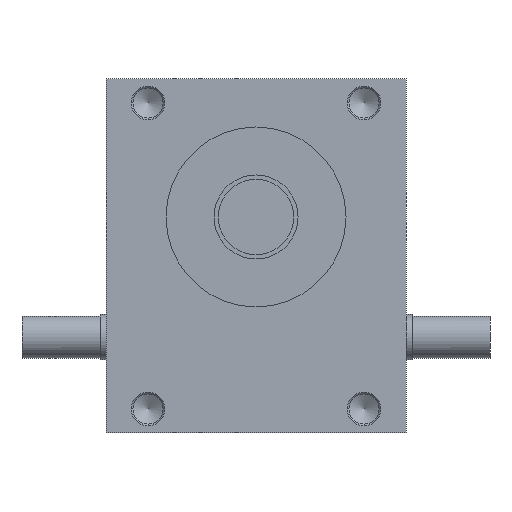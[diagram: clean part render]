
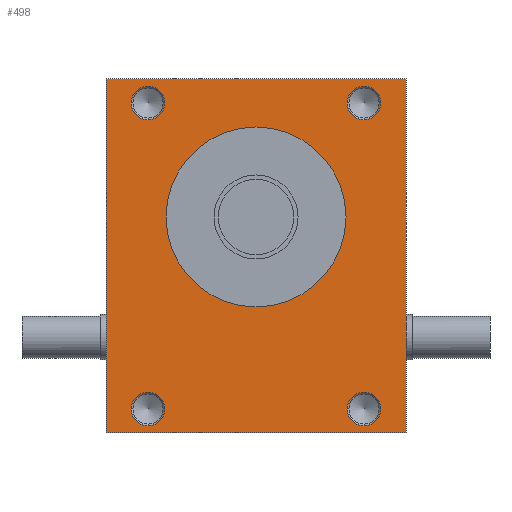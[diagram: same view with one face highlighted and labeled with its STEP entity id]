
A CAD part, front view. The second image highlights one B-rep face of the part: STEP entity #498.
In plain terms, the highlighted planar face has unit normal (0, -1, 0).
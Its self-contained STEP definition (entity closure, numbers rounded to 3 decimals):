
#498 = ADVANCED_FACE( '', ( #1053, #1054, #1055, #1056, #1057, #1058 ), #1059, .F. );
#1053 = FACE_BOUND( '', #1680, .T. );
#1054 = FACE_BOUND( '', #1681, .T. );
#1055 = FACE_BOUND( '', #1682, .T. );
#1056 = FACE_BOUND( '', #1683, .T. );
#1057 = FACE_BOUND( '', #1684, .T. );
#1058 = FACE_OUTER_BOUND( '', #1685, .T. );
#1059 = PLANE( '', #1686 );
#1680 = EDGE_LOOP( '', ( #2744 ) );
#1681 = EDGE_LOOP( '', ( #2745 ) );
#1682 = EDGE_LOOP( '', ( #2746 ) );
#1683 = EDGE_LOOP( '', ( #2747 ) );
#1684 = EDGE_LOOP( '', ( #2748 ) );
#1685 = EDGE_LOOP( '', ( #2749, #2750, #2751, #2752 ) );
#1686 = AXIS2_PLACEMENT_3D( '', #2753, #2754, #2755 );
#2744 = ORIENTED_EDGE( '', *, *, #3769, .F. );
#2745 = ORIENTED_EDGE( '', *, *, #3591, .F. );
#2746 = ORIENTED_EDGE( '', *, *, #3406, .F. );
#2747 = ORIENTED_EDGE( '', *, *, #3455, .F. );
#2748 = ORIENTED_EDGE( '', *, *, #3810, .T. );
#2749 = ORIENTED_EDGE( '', *, *, #3508, .T. );
#2750 = ORIENTED_EDGE( '', *, *, #3708, .F. );
#2751 = ORIENTED_EDGE( '', *, *, #3811, .F. );
#2752 = ORIENTED_EDGE( '', *, *, #3710, .T. );
#2753 = CARTESIAN_POINT( '', ( -250., -185., 295. ) );
#2754 = DIRECTION( '', ( 0., 1., 0. ) );
#2755 = DIRECTION( '', ( 0., 0., 1. ) );
#3406 = EDGE_CURVE( '', #3974, #3974, #3975, .T. );
#3455 = EDGE_CURVE( '', #4057, #4057, #4058, .T. );
#3508 = EDGE_CURVE( '', #4141, #4145, #4147, .T. );
#3591 = EDGE_CURVE( '', #4283, #4283, #4284, .T. );
#3708 = EDGE_CURVE( '', #4469, #4145, #4471, .T. );
#3710 = EDGE_CURVE( '', #4473, #4141, #4474, .T. );
#3769 = EDGE_CURVE( '', #4561, #4561, #4562, .T. );
#3810 = EDGE_CURVE( '', #4623, #4623, #4624, .T. );
#3811 = EDGE_CURVE( '', #4473, #4469, #4625, .T. );
#3974 = VERTEX_POINT( '', #4807 );
#3975 = CIRCLE( '', #4808, 28. );
#4057 = VERTEX_POINT( '', #4915 );
#4058 = CIRCLE( '', #4916, 28. );
#4141 = VERTEX_POINT( '', #5019 );
#4145 = VERTEX_POINT( '', #5025 );
#4147 = LINE( '', #5028, #5029 );
#4283 = VERTEX_POINT( '', #5245 );
#4284 = CIRCLE( '', #5246, 28. );
#4469 = VERTEX_POINT( '', #5533 );
#4471 = LINE( '', #5536, #5537 );
#4473 = VERTEX_POINT( '', #5539 );
#4474 = LINE( '', #5540, #5541 );
#4561 = VERTEX_POINT( '', #5654 );
#4562 = CIRCLE( '', #5655, 28. );
#4623 = VERTEX_POINT( '', #5734 );
#4624 = CIRCLE( '', #5735, 150. );
#4625 = LINE( '', #5736, #5737 );
#4807 = CARTESIAN_POINT( '', ( 180., -185., 227. ) );
#4808 = AXIS2_PLACEMENT_3D( '', #5980, #5981, #5982 );
#4915 = CARTESIAN_POINT( '', ( 180., -185., -283. ) );
#4916 = AXIS2_PLACEMENT_3D( '', #6038, #6039, #6040 );
#5019 = CARTESIAN_POINT( '', ( -250., -185., -295. ) );
#5025 = CARTESIAN_POINT( '', ( 250., -185., -295. ) );
#5028 = CARTESIAN_POINT( '', ( -250., -185., -295. ) );
#5029 = VECTOR( '', #6112, 1000. );
#5245 = CARTESIAN_POINT( '', ( -180., -185., 227. ) );
#5246 = AXIS2_PLACEMENT_3D( '', #6223, #6224, #6225 );
#5533 = CARTESIAN_POINT( '', ( 250., -185., 295. ) );
#5536 = CARTESIAN_POINT( '', ( 250., -185., 295. ) );
#5537 = VECTOR( '', #6365, 1000. );
#5539 = CARTESIAN_POINT( '', ( -250., -185., 295. ) );
#5540 = CARTESIAN_POINT( '', ( -250., -185., 295. ) );
#5541 = VECTOR( '', #6366, 1000. );
#5654 = CARTESIAN_POINT( '', ( -180., -185., -283. ) );
#5655 = AXIS2_PLACEMENT_3D( '', #6438, #6439, #6440 );
#5734 = CARTESIAN_POINT( '', ( 150., -185., 65. ) );
#5735 = AXIS2_PLACEMENT_3D( '', #6483, #6484, #6485 );
#5736 = CARTESIAN_POINT( '', ( -250., -185., 295. ) );
#5737 = VECTOR( '', #6486, 1000. );
#5980 = CARTESIAN_POINT( '', ( 180., -185., 255. ) );
#5981 = DIRECTION( '', ( 0., -1., 0. ) );
#5982 = DIRECTION( '', ( 0., 0., -1. ) );
#6038 = CARTESIAN_POINT( '', ( 180., -185., -255. ) );
#6039 = DIRECTION( '', ( 0., -1., 0. ) );
#6040 = DIRECTION( '', ( 0., 0., -1. ) );
#6112 = DIRECTION( '', ( 1., 0., 0. ) );
#6223 = CARTESIAN_POINT( '', ( -180., -185., 255. ) );
#6224 = DIRECTION( '', ( 0., -1., 0. ) );
#6225 = DIRECTION( '', ( 0., 0., -1. ) );
#6365 = DIRECTION( '', ( 0., 0., -1. ) );
#6366 = DIRECTION( '', ( 0., 0., -1. ) );
#6438 = CARTESIAN_POINT( '', ( -180., -185., -255. ) );
#6439 = DIRECTION( '', ( 0., -1., 0. ) );
#6440 = DIRECTION( '', ( 0., 0., -1. ) );
#6483 = CARTESIAN_POINT( '', ( 0., -185., 65. ) );
#6484 = DIRECTION( '', ( 0., 1., 0. ) );
#6485 = DIRECTION( '', ( 1., 0., 0. ) );
#6486 = DIRECTION( '', ( 1., 0., 0. ) );
